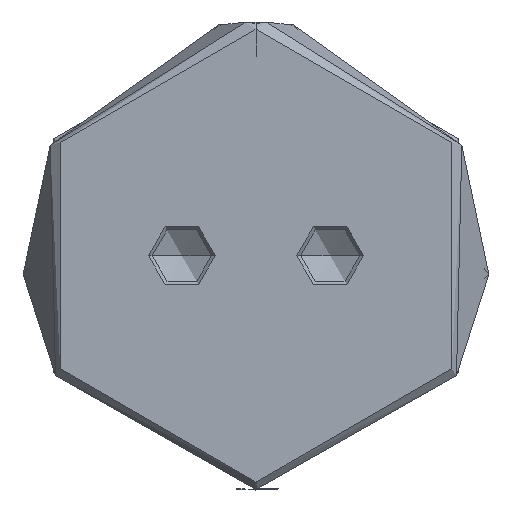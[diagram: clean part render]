
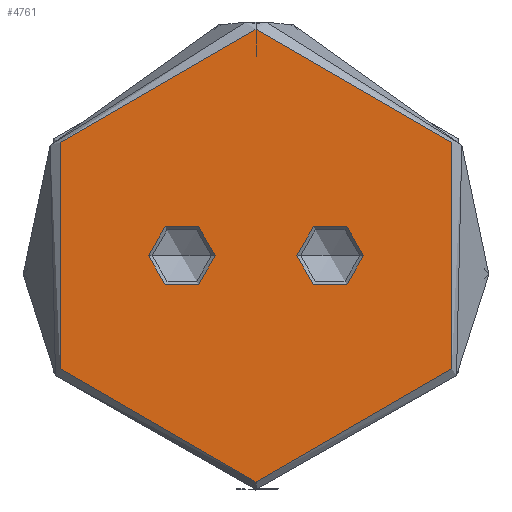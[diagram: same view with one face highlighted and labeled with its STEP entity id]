
A CAD part, front view. The second image highlights one B-rep face of the part: STEP entity #4761.
In plain terms, the highlighted face is planar.
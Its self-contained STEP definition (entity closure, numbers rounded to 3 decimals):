
#128 = CARTESIAN_POINT ( 'NONE',  ( 0., 0., 0. ) ) ;
#216 = DIRECTION ( 'NONE',  ( 0., 0., 1. ) ) ;
#292 = FACE_BOUND ( 'NONE', #2562, .T. ) ;
#325 = CARTESIAN_POINT ( 'NONE',  ( 0., 0., 0. ) ) ;
#530 = CIRCLE ( 'NONE', #4263, 30.5 ) ;
#575 = DIRECTION ( 'NONE',  ( 1., 0., 0. ) ) ;
#576 = DIRECTION ( 'NONE',  ( 0., 0., -1. ) ) ;
#867 = PLANE ( 'NONE',  #3272 ) ;
#868 = EDGE_CURVE ( 'NONE', #2204, #5268, #530, .T. ) ;
#1388 = CARTESIAN_POINT ( 'NONE',  ( 0., 10., 0. ) ) ;
#1590 = VERTEX_POINT ( 'NONE', #4753 ) ;
#1750 = FACE_OUTER_BOUND ( 'NONE', #5921, .T. ) ;
#1772 = ORIENTED_EDGE ( 'NONE', *, *, #2578, .T. ) ;
#1927 = AXIS2_PLACEMENT_3D ( 'NONE', #4474, #4459, #4444 ) ;
#2019 = CARTESIAN_POINT ( 'NONE',  ( 0., -14.5, 0. ) ) ;
#2204 = VERTEX_POINT ( 'NONE', #2560 ) ;
#2310 = ORIENTED_EDGE ( 'NONE', *, *, #868, .T. ) ;
#2403 = CARTESIAN_POINT ( 'NONE',  ( -30.5, 0., 0. ) ) ;
#2518 = EDGE_CURVE ( 'NONE', #6916, #3235, #2899, .T. ) ;
#2553 = DIRECTION ( 'NONE',  ( 0., 0., 1. ) ) ;
#2560 = CARTESIAN_POINT ( 'NONE',  ( 30.5, 0., 0. ) ) ;
#2562 = EDGE_LOOP ( 'NONE', ( #2822, #1772 ) ) ;
#2578 = EDGE_CURVE ( 'NONE', #3235, #6916, #6301, .T. ) ;
#2783 = CIRCLE ( 'NONE', #6324, 4.5 ) ;
#2822 = ORIENTED_EDGE ( 'NONE', *, *, #2518, .T. ) ;
#2899 = CIRCLE ( 'NONE', #6147, 4.5 ) ;
#3180 = AXIS2_PLACEMENT_3D ( 'NONE', #3278, #3252, #3220 ) ;
#3220 = DIRECTION ( 'NONE',  ( 0., 1., 0. ) ) ;
#3235 = VERTEX_POINT ( 'NONE', #2019 ) ;
#3252 = DIRECTION ( 'NONE',  ( 0., 0., -1. ) ) ;
#3272 = AXIS2_PLACEMENT_3D ( 'NONE', #4379, #576, #6104 ) ;
#3278 = CARTESIAN_POINT ( 'NONE',  ( 0., -10., 0. ) ) ;
#3353 = CIRCLE ( 'NONE', #4893, 30.5 ) ;
#4043 = EDGE_CURVE ( 'NONE', #1590, #5165, #2783, .T. ) ;
#4225 = CARTESIAN_POINT ( 'NONE',  ( 0., -5.5, 0. ) ) ;
#4263 = AXIS2_PLACEMENT_3D ( 'NONE', #128, #4668, #4543 ) ;
#4293 = ORIENTED_EDGE ( 'NONE', *, *, #5095, .F. ) ;
#4349 = EDGE_CURVE ( 'NONE', #5268, #2204, #3353, .T. ) ;
#4379 = CARTESIAN_POINT ( 'NONE',  ( 0., 0., 0. ) ) ;
#4384 = CARTESIAN_POINT ( 'NONE',  ( 0., 5.5, 0. ) ) ;
#4409 = CIRCLE ( 'NONE', #1927, 4.5 ) ;
#4444 = DIRECTION ( 'NONE',  ( 0., -1., 0. ) ) ;
#4459 = DIRECTION ( 'NONE',  ( 0., 0., 1. ) ) ;
#4474 = CARTESIAN_POINT ( 'NONE',  ( 0., 10., 0. ) ) ;
#4543 = DIRECTION ( 'NONE',  ( 1., 0., 0. ) ) ;
#4668 = DIRECTION ( 'NONE',  ( 0., 0., 1. ) ) ;
#4753 = CARTESIAN_POINT ( 'NONE',  ( 0., 14.5, 0. ) ) ;
#4761 = ADVANCED_FACE ( 'NONE', ( #1750, #5835, #292 ), #867, .F. ) ;
#4810 = DIRECTION ( 'NONE',  ( 0., 1., 0. ) ) ;
#4833 = DIRECTION ( 'NONE',  ( 0., 0., -1. ) ) ;
#4866 = CARTESIAN_POINT ( 'NONE',  ( 0., -10., 0. ) ) ;
#4893 = AXIS2_PLACEMENT_3D ( 'NONE', #325, #216, #575 ) ;
#5013 = ORIENTED_EDGE ( 'NONE', *, *, #4043, .F. ) ;
#5095 = EDGE_CURVE ( 'NONE', #5165, #1590, #4409, .T. ) ;
#5165 = VERTEX_POINT ( 'NONE', #4384 ) ;
#5268 = VERTEX_POINT ( 'NONE', #2403 ) ;
#5278 = EDGE_LOOP ( 'NONE', ( #4293, #5013 ) ) ;
#5835 = FACE_BOUND ( 'NONE', #5278, .T. ) ;
#5921 = EDGE_LOOP ( 'NONE', ( #6644, #2310 ) ) ;
#6104 = DIRECTION ( 'NONE',  ( -1., 0., 0. ) ) ;
#6147 = AXIS2_PLACEMENT_3D ( 'NONE', #4866, #4833, #4810 ) ;
#6301 = CIRCLE ( 'NONE', #3180, 4.5 ) ;
#6324 = AXIS2_PLACEMENT_3D ( 'NONE', #1388, #2553, #6823 ) ;
#6644 = ORIENTED_EDGE ( 'NONE', *, *, #4349, .T. ) ;
#6823 = DIRECTION ( 'NONE',  ( 0., -1., 0. ) ) ;
#6916 = VERTEX_POINT ( 'NONE', #4225 ) ;
